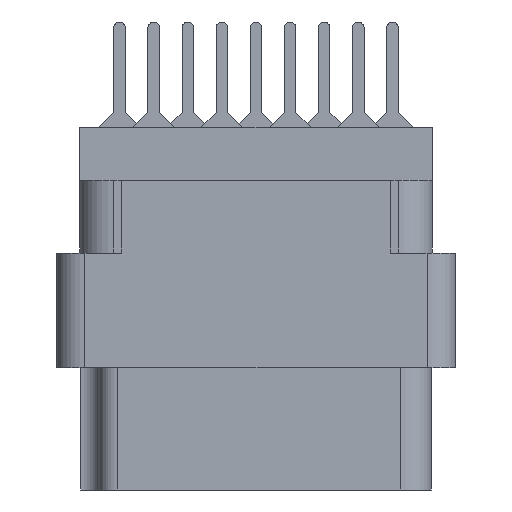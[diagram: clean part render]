
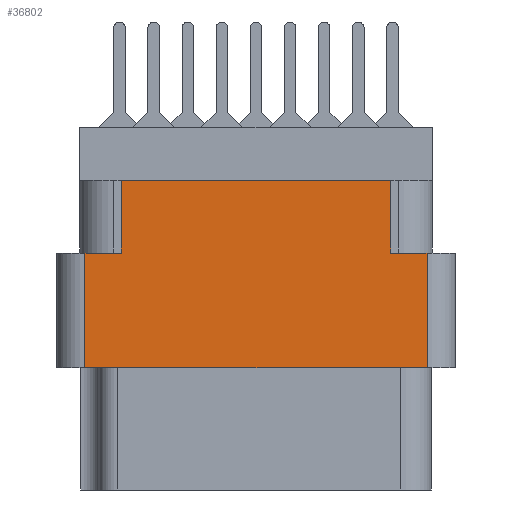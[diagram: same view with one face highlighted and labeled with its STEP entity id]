
A CAD part, left-side view. The second image highlights one B-rep face of the part: STEP entity #36802.
In plain terms, the highlighted planar face has unit normal (-1, 0, 0).
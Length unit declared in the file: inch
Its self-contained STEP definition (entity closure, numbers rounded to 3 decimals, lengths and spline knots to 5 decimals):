
#18 = ORIENTED_EDGE ( 'NONE', *, *, #38021, .F. ) ;
#206 = DIRECTION ( 'NONE',  ( 0., 0., 1. ) ) ;
#1068 = VERTEX_POINT ( 'NONE', #28230 ) ;
#1579 = DIRECTION ( 'NONE',  ( 0., 0., -1. ) ) ;
#2057 = CARTESIAN_POINT ( 'NONE',  ( -1., -0.296, -0.277 ) ) ;
#2256 = CARTESIAN_POINT ( 'NONE',  ( -1., 0., -0.277 ) ) ;
#2733 = CARTESIAN_POINT ( 'NONE',  ( -1., 0.296, -0.277 ) ) ;
#3314 = DIRECTION ( 'NONE',  ( 0., 0., 1. ) ) ;
#4529 = VECTOR ( 'NONE', #1579, 39.37008 ) ;
#4680 = EDGE_CURVE ( 'NONE', #1068, #22684, #9964, .T. ) ;
#4961 = DIRECTION ( 'NONE',  ( 0., 0., 1. ) ) ;
#5424 = EDGE_CURVE ( 'NONE', #10076, #11487, #6193, .T. ) ;
#6193 = LINE ( 'NONE', #16471, #21179 ) ;
#6308 = LINE ( 'NONE', #2256, #10902 ) ;
#6495 = CARTESIAN_POINT ( 'NONE',  ( -1., -0.438, -0.798 ) ) ;
#6895 = VERTEX_POINT ( 'NONE', #38235 ) ;
#7009 = ORIENTED_EDGE ( 'NONE', *, *, #8381, .T. ) ;
#8272 = CARTESIAN_POINT ( 'NONE',  ( -1., 0.376, -0.529 ) ) ;
#8381 = EDGE_CURVE ( 'NONE', #1068, #8545, #28878, .T. ) ;
#8412 = VERTEX_POINT ( 'NONE', #22573 ) ;
#8545 = VERTEX_POINT ( 'NONE', #8272 ) ;
#8796 = EDGE_LOOP ( 'NONE', ( #9716, #7009, #28983, #11650, #29182, #20301, #32754, #18 ) ) ;
#9070 = EDGE_CURVE ( 'NONE', #6895, #11487, #24157, .T. ) ;
#9716 = ORIENTED_EDGE ( 'NONE', *, *, #4680, .F. ) ;
#9964 = LINE ( 'NONE', #21118, #22163 ) ;
#10076 = VERTEX_POINT ( 'NONE', #16662 ) ;
#10902 = VECTOR ( 'NONE', #16923, 39.37008 ) ;
#10913 = EDGE_CURVE ( 'NONE', #6895, #11017, #6308, .T. ) ;
#10959 = LINE ( 'NONE', #28799, #32968 ) ;
#11017 = VERTEX_POINT ( 'NONE', #26627 ) ;
#11487 = VERTEX_POINT ( 'NONE', #13858 ) ;
#11650 = ORIENTED_EDGE ( 'NONE', *, *, #25580, .T. ) ;
#12014 = DIRECTION ( 'NONE',  ( 0., 0., 1. ) ) ;
#13858 = CARTESIAN_POINT ( 'NONE',  ( -1., -0.296, -0.117 ) ) ;
#14646 = LINE ( 'NONE', #26971, #25925 ) ;
#16471 = CARTESIAN_POINT ( 'NONE',  ( -1., 0.438, -0.117 ) ) ;
#16662 = CARTESIAN_POINT ( 'NONE',  ( -1., 0.296, -0.117 ) ) ;
#16923 = DIRECTION ( 'NONE',  ( 0., -1., 0. ) ) ;
#17375 = DIRECTION ( 'NONE',  ( 0., 1., 0. ) ) ;
#18129 = FACE_OUTER_BOUND ( 'NONE', #8796, .T. ) ;
#19946 = VECTOR ( 'NONE', #4961, 39.37008 ) ;
#20301 = ORIENTED_EDGE ( 'NONE', *, *, #9070, .T. ) ;
#21118 = CARTESIAN_POINT ( 'NONE',  ( -1., 0., -0.277 ) ) ;
#21179 = VECTOR ( 'NONE', #25267, 39.37008 ) ;
#21290 = PLANE ( 'NONE',  #31323 ) ;
#22163 = VECTOR ( 'NONE', #23871, 39.37008 ) ;
#22573 = CARTESIAN_POINT ( 'NONE',  ( -1., -0.376, -0.529 ) ) ;
#22684 = VERTEX_POINT ( 'NONE', #2733 ) ;
#23871 = DIRECTION ( 'NONE',  ( 0., -1., 0. ) ) ;
#24157 = LINE ( 'NONE', #2057, #19946 ) ;
#24192 = CARTESIAN_POINT ( 'NONE',  ( -1., 0.296, -0.277 ) ) ;
#25267 = DIRECTION ( 'NONE',  ( 0., -1., 0. ) ) ;
#25580 = EDGE_CURVE ( 'NONE', #8412, #11017, #14646, .T. ) ;
#25925 = VECTOR ( 'NONE', #12014, 39.37008 ) ;
#26627 = CARTESIAN_POINT ( 'NONE',  ( -1., -0.376, -0.277 ) ) ;
#26971 = CARTESIAN_POINT ( 'NONE',  ( -1., -0.376, -0.798 ) ) ;
#28230 = CARTESIAN_POINT ( 'NONE',  ( -1., 0.376, -0.277 ) ) ;
#28799 = CARTESIAN_POINT ( 'NONE',  ( -1., 0., -0.529 ) ) ;
#28878 = LINE ( 'NONE', #31422, #4529 ) ;
#28983 = ORIENTED_EDGE ( 'NONE', *, *, #31484, .F. ) ;
#29182 = ORIENTED_EDGE ( 'NONE', *, *, #10913, .F. ) ;
#30414 = DIRECTION ( 'NONE',  ( -1., 0., 0. ) ) ;
#31323 = AXIS2_PLACEMENT_3D ( 'NONE', #6495, #30414, #3314 ) ;
#31407 = LINE ( 'NONE', #24192, #37498 ) ;
#31422 = CARTESIAN_POINT ( 'NONE',  ( -1., 0.376, -0.798 ) ) ;
#31484 = EDGE_CURVE ( 'NONE', #8412, #8545, #10959, .T. ) ;
#32754 = ORIENTED_EDGE ( 'NONE', *, *, #5424, .F. ) ;
#32968 = VECTOR ( 'NONE', #17375, 39.37008 ) ;
#36802 = ADVANCED_FACE ( 'NONE', ( #18129 ), #21290, .T. ) ;
#37498 = VECTOR ( 'NONE', #206, 39.37008 ) ;
#38021 = EDGE_CURVE ( 'NONE', #22684, #10076, #31407, .T. ) ;
#38235 = CARTESIAN_POINT ( 'NONE',  ( -1., -0.296, -0.277 ) ) ;
